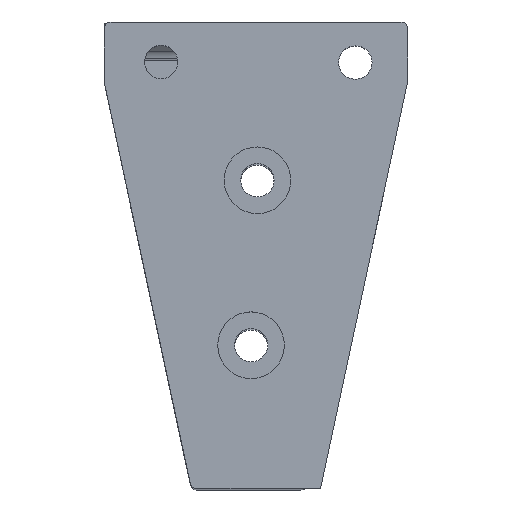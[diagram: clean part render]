
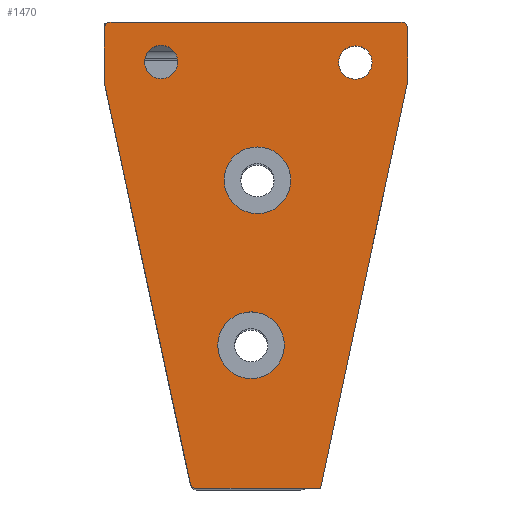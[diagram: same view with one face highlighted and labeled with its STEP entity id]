
A CAD part, top view. The second image highlights one B-rep face of the part: STEP entity #1470.
In plain terms, the highlighted planar face has unit normal (0, 0, 1).
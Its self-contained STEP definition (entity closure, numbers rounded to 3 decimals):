
#27=FACE_BOUND('',#275,.T.);
#28=FACE_BOUND('',#276,.T.);
#29=FACE_BOUND('',#277,.T.);
#30=FACE_BOUND('',#278,.T.);
#53=PLANE('',#1650);
#178=FACE_OUTER_BOUND('',#274,.T.);
#274=EDGE_LOOP('',(#1280,#1281,#1282,#1283,#1284,#1285,#1286,#1287,#1288,
#1289,#1290));
#275=EDGE_LOOP('',(#1291));
#276=EDGE_LOOP('',(#1292));
#277=EDGE_LOOP('',(#1293));
#278=EDGE_LOOP('',(#1294));
#349=LINE('',#2743,#451);
#365=LINE('',#2825,#467);
#369=LINE('',#2833,#471);
#372=LINE('',#2838,#474);
#378=LINE('',#2866,#480);
#390=LINE('',#2923,#492);
#451=VECTOR('',#1905,10.);
#467=VECTOR('',#1965,10.);
#471=VECTOR('',#1971,10.);
#474=VECTOR('',#1976,10.);
#480=VECTOR('',#2014,10.);
#492=VECTOR('',#2072,10.);
#555=CIRCLE('',#1599,1.);
#559=CIRCLE('',#1605,1.);
#561=CIRCLE('',#1613,1.);
#565=CIRCLE('',#1619,1.);
#572=CIRCLE('',#1639,1.);
#573=CIRCLE('',#1651,5.);
#574=CIRCLE('',#1652,2.5);
#575=CIRCLE('',#1653,2.5);
#576=CIRCLE('',#1654,5.);
#668=VERTEX_POINT('',#2740);
#669=VERTEX_POINT('',#2742);
#675=VERTEX_POINT('',#2797);
#676=VERTEX_POINT('',#2798);
#679=VERTEX_POINT('',#2810);
#680=VERTEX_POINT('',#2811);
#683=VERTEX_POINT('',#2823);
#686=VERTEX_POINT('',#2832);
#688=VERTEX_POINT('',#2840);
#691=VERTEX_POINT('',#2851);
#692=VERTEX_POINT('',#2852);
#701=VERTEX_POINT('',#2924);
#702=VERTEX_POINT('',#2926);
#703=VERTEX_POINT('',#2928);
#704=VERTEX_POINT('',#2930);
#834=EDGE_CURVE('',#669,#668,#349,.T.);
#847=EDGE_CURVE('',#675,#676,#555,.T.);
#854=EDGE_CURVE('',#679,#680,#559,.T.);
#861=EDGE_CURVE('',#675,#683,#365,.T.);
#865=EDGE_CURVE('',#686,#680,#369,.T.);
#868=EDGE_CURVE('',#676,#679,#372,.T.);
#869=EDGE_CURVE('',#686,#688,#561,.T.);
#875=EDGE_CURVE('',#691,#692,#565,.T.);
#882=EDGE_CURVE('',#692,#668,#378,.T.);
#893=EDGE_CURVE('',#669,#683,#572,.T.);
#904=EDGE_CURVE('',#688,#691,#390,.T.);
#905=EDGE_CURVE('',#701,#701,#573,.T.);
#906=EDGE_CURVE('',#702,#702,#574,.T.);
#907=EDGE_CURVE('',#703,#703,#575,.T.);
#908=EDGE_CURVE('',#704,#704,#576,.T.);
#1280=ORIENTED_EDGE('',*,*,#847,.F.);
#1281=ORIENTED_EDGE('',*,*,#861,.T.);
#1282=ORIENTED_EDGE('',*,*,#893,.F.);
#1283=ORIENTED_EDGE('',*,*,#834,.T.);
#1284=ORIENTED_EDGE('',*,*,#882,.F.);
#1285=ORIENTED_EDGE('',*,*,#875,.F.);
#1286=ORIENTED_EDGE('',*,*,#904,.F.);
#1287=ORIENTED_EDGE('',*,*,#869,.F.);
#1288=ORIENTED_EDGE('',*,*,#865,.T.);
#1289=ORIENTED_EDGE('',*,*,#854,.F.);
#1290=ORIENTED_EDGE('',*,*,#868,.F.);
#1291=ORIENTED_EDGE('',*,*,#905,.T.);
#1292=ORIENTED_EDGE('',*,*,#906,.T.);
#1293=ORIENTED_EDGE('',*,*,#907,.T.);
#1294=ORIENTED_EDGE('',*,*,#908,.T.);
#1470=ADVANCED_FACE('',(#178,#27,#28,#29,#30),#53,.T.);
#1599=AXIS2_PLACEMENT_3D('',#2799,#1935,#1936);
#1605=AXIS2_PLACEMENT_3D('',#2812,#1950,#1951);
#1613=AXIS2_PLACEMENT_3D('',#2841,#1979,#1980);
#1619=AXIS2_PLACEMENT_3D('',#2853,#1993,#1994);
#1639=AXIS2_PLACEMENT_3D('',#2895,#2042,#2043);
#1650=AXIS2_PLACEMENT_3D('',#2922,#2070,#2071);
#1651=AXIS2_PLACEMENT_3D('',#2925,#2073,#2074);
#1652=AXIS2_PLACEMENT_3D('',#2927,#2075,#2076);
#1653=AXIS2_PLACEMENT_3D('',#2929,#2077,#2078);
#1654=AXIS2_PLACEMENT_3D('',#2931,#2079,#2080);
#1905=DIRECTION('',(1.,0.,0.));
#1935=DIRECTION('center_axis',(0.,0.,-1.));
#1936=DIRECTION('ref_axis',(-0.994,-0.105,0.));
#1950=DIRECTION('center_axis',(0.,0.,-1.));
#1951=DIRECTION('ref_axis',(-0.707,0.707,0.));
#1965=DIRECTION('',(0.21,-0.978,0.));
#1971=DIRECTION('',(-1.,0.,0.));
#1976=DIRECTION('',(0.,1.,0.));
#1979=DIRECTION('center_axis',(0.,0.,-1.));
#1980=DIRECTION('ref_axis',(0.707,0.707,0.));
#1993=DIRECTION('center_axis',(0.,0.,-1.));
#1994=DIRECTION('ref_axis',(0.994,-0.105,0.));
#2014=DIRECTION('',(-0.21,-0.978,0.));
#2042=DIRECTION('center_axis',(0.,0.,-1.));
#2043=DIRECTION('ref_axis',(-0.629,-0.778,0.));
#2070=DIRECTION('center_axis',(0.,0.,1.));
#2071=DIRECTION('ref_axis',(1.,0.,0.));
#2072=DIRECTION('',(0.,-1.,0.));
#2073=DIRECTION('center_axis',(0.,0.,-1.));
#2074=DIRECTION('ref_axis',(1.,0.,0.));
#2075=DIRECTION('center_axis',(0.,0.,-1.));
#2076=DIRECTION('ref_axis',(-1.,0.,0.));
#2077=DIRECTION('center_axis',(0.,0.,-1.));
#2078=DIRECTION('ref_axis',(-1.,0.,0.));
#2079=DIRECTION('center_axis',(0.,0.,-1.));
#2080=DIRECTION('ref_axis',(1.,0.,0.));
#2740=CARTESIAN_POINT('',(36.929,9.,130.));
#2742=CARTESIAN_POINT('',(18.368,9.,130.));
#2743=CARTESIAN_POINT('',(31.786,9.,130.));
#2797=CARTESIAN_POINT('',(4.522,69.843,130.));
#2798=CARTESIAN_POINT('',(4.5,70.053,130.));
#2799=CARTESIAN_POINT('Origin',(5.5,70.053,130.));
#2810=CARTESIAN_POINT('',(4.5,78.,130.));
#2811=CARTESIAN_POINT('',(5.5,79.,130.));
#2812=CARTESIAN_POINT('Origin',(5.5,78.,130.));
#2823=CARTESIAN_POINT('',(17.391,9.79,130.));
#2825=CARTESIAN_POINT('',(16.546,13.733,130.));
#2832=CARTESIAN_POINT('',(49.,79.,130.));
#2833=CARTESIAN_POINT('',(31.25,79.,130.));
#2838=CARTESIAN_POINT('',(4.5,80.,130.));
#2840=CARTESIAN_POINT('',(50.,78.,130.));
#2841=CARTESIAN_POINT('Origin',(49.,78.,130.));
#2851=CARTESIAN_POINT('',(50.,70.106,130.));
#2852=CARTESIAN_POINT('',(49.978,69.896,130.));
#2853=CARTESIAN_POINT('Origin',(49.,70.106,130.));
#2866=CARTESIAN_POINT('',(50.,70.,130.));
#2895=CARTESIAN_POINT('Origin',(18.368,10.,130.));
#2922=CARTESIAN_POINT('Origin',(27.5,40.,130.));
#2923=CARTESIAN_POINT('',(50.,70.,130.));
#2924=CARTESIAN_POINT('',(22.464,55.25,130.));
#2925=CARTESIAN_POINT('Origin',(27.464,55.25,130.));
#2926=CARTESIAN_POINT('',(15.509,73.,130.));
#2927=CARTESIAN_POINT('Origin',(13.009,73.,130.));
#2928=CARTESIAN_POINT('',(44.665,72.909,130.));
#2929=CARTESIAN_POINT('Origin',(42.165,72.909,130.));
#2930=CARTESIAN_POINT('',(21.509,30.5,130.));
#2931=CARTESIAN_POINT('Origin',(26.509,30.5,130.));
